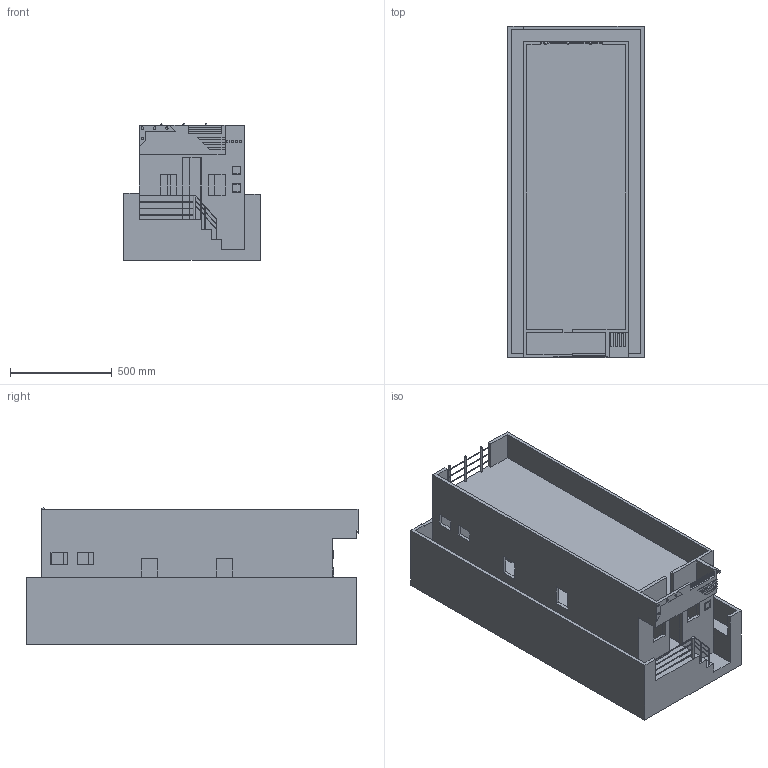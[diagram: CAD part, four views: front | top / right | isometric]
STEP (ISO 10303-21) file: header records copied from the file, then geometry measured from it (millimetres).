
FILE_DESCRIPTION(/* description */ (''),/* implementation_level */ '2;1');
FILE_NAME(/* name */ 'Home-Ground_Floor.step',/* time_stamp */ '2025-12-10T22:13:39+05:30',/* author */ (''),/* organization */ (''),/* preprocessor_version */ 'ST-DEVELOPER v20.1',/* originating_system */ 'Autodesk Translation Framework v14.21.0.0',/* authorisation */ '');
FILE_SCHEMA (('AUTOMOTIVE_DESIGN { 1 0 10303 214 3 1 1 }'));
Length unit declared in the file: millimetre
Products named in the file (1): Home-Ground_Floor
Bounding box: 671.16 x 1634.06 x 670.8 mm (x, y, z)
Volume: 274481482.7 mm3; surface area: 10433560.3 mm2
Topology: 5 solids, 5 shells, 351 faces, 1023 edges, 675 vertices
Faces by surface type: plane 340, cylinder 8, sphere 3
Full cylindrical faces by diameter (mm): 12 x7, 15 x1
Entity records: 11578 total; most frequent: CARTESIAN_POINT 2047, ORIENTED_EDGE 2040, DIRECTION 1808, EDGE_CURVE 1020, LINE 936, VECTOR 936, VERTEX_POINT 675, AXIS2_PLACEMENT_3D 436
